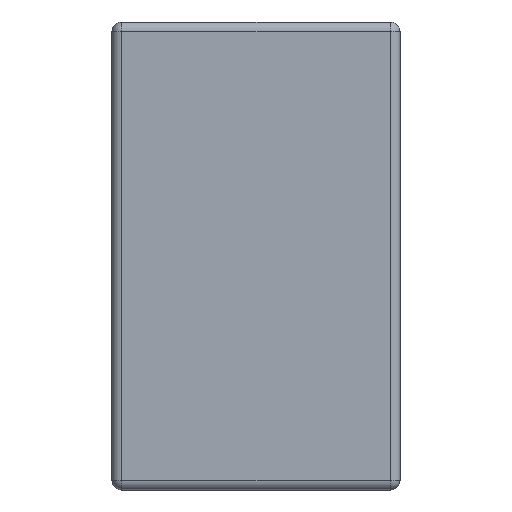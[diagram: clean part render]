
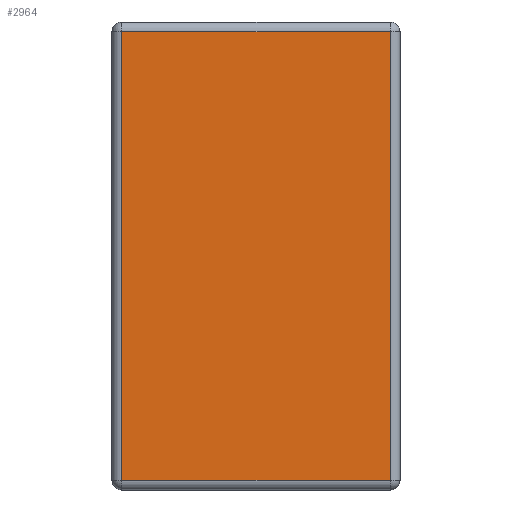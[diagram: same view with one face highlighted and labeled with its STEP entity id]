
A CAD part, left-side view. The second image highlights one B-rep face of the part: STEP entity #2964.
In plain terms, the highlighted planar face has unit normal (-1, 0, 0).
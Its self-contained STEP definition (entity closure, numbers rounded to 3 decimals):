
#93 = EDGE_CURVE ( 'NONE', #4015, #2026, #2174, .T. ) ;
#137 = LINE ( 'NONE', #4587, #2091 ) ;
#155 = CARTESIAN_POINT ( 'NONE',  ( 0., 1.159, -1.909 ) ) ;
#327 = FACE_OUTER_BOUND ( 'NONE', #1920, .T. ) ;
#781 = VECTOR ( 'NONE', #4198, 1000. ) ;
#1208 = CARTESIAN_POINT ( 'NONE',  ( 0., 1.2, -0.041 ) ) ;
#1829 = CARTESIAN_POINT ( 'NONE',  ( 0., 0., 0. ) ) ;
#1920 = EDGE_LOOP ( 'NONE', ( #3398, #3624, #2400, #2522 ) ) ;
#1960 = VERTEX_POINT ( 'NONE', #3320 ) ;
#1995 = EDGE_CURVE ( 'NONE', #3728, #4015, #4509, .T. ) ;
#2026 = VERTEX_POINT ( 'NONE', #155 ) ;
#2091 = VECTOR ( 'NONE', #3497, 1000. ) ;
#2174 = LINE ( 'NONE', #3601, #2999 ) ;
#2400 = ORIENTED_EDGE ( 'NONE', *, *, #1995, .T. ) ;
#2503 = DIRECTION ( 'NONE',  ( 0., 0., -1. ) ) ;
#2522 = ORIENTED_EDGE ( 'NONE', *, *, #93, .T. ) ;
#2892 = VECTOR ( 'NONE', #3069, 1000. ) ;
#2913 = DIRECTION ( 'NONE',  ( -1., 0., 0. ) ) ;
#2964 = ADVANCED_FACE ( 'NONE', ( #327 ), #3626, .T. ) ;
#2999 = VECTOR ( 'NONE', #2503, 1000. ) ;
#3069 = DIRECTION ( 'NONE',  ( 0., 1., 0. ) ) ;
#3148 = CARTESIAN_POINT ( 'NONE',  ( 0., 0.041, 0. ) ) ;
#3175 = EDGE_CURVE ( 'NONE', #1960, #3728, #3664, .T. ) ;
#3270 = CARTESIAN_POINT ( 'NONE',  ( 0., 1.159, -0.041 ) ) ;
#3320 = CARTESIAN_POINT ( 'NONE',  ( 0., 0.041, -1.909 ) ) ;
#3398 = ORIENTED_EDGE ( 'NONE', *, *, #4394, .T. ) ;
#3497 = DIRECTION ( 'NONE',  ( 0., -1., 0. ) ) ;
#3536 = CARTESIAN_POINT ( 'NONE',  ( 0., 0.041, -0.041 ) ) ;
#3601 = CARTESIAN_POINT ( 'NONE',  ( 0., 1.159, -1.95 ) ) ;
#3624 = ORIENTED_EDGE ( 'NONE', *, *, #3175, .T. ) ;
#3626 = PLANE ( 'NONE',  #4548 ) ;
#3645 = DIRECTION ( 'NONE',  ( 0., 0., 1. ) ) ;
#3664 = LINE ( 'NONE', #3148, #781 ) ;
#3728 = VERTEX_POINT ( 'NONE', #3536 ) ;
#4015 = VERTEX_POINT ( 'NONE', #3270 ) ;
#4198 = DIRECTION ( 'NONE',  ( 0., 0., 1. ) ) ;
#4394 = EDGE_CURVE ( 'NONE', #2026, #1960, #137, .T. ) ;
#4509 = LINE ( 'NONE', #1208, #2892 ) ;
#4548 = AXIS2_PLACEMENT_3D ( 'NONE', #1829, #2913, #3645 ) ;
#4587 = CARTESIAN_POINT ( 'NONE',  ( 0., 0., -1.909 ) ) ;
